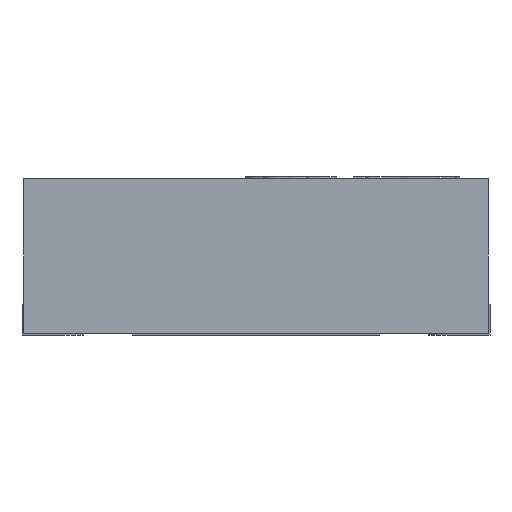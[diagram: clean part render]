
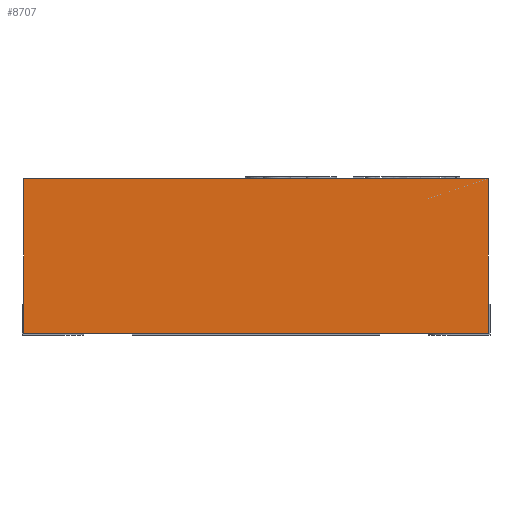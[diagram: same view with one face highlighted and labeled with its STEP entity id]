
A CAD part, front view. The second image highlights one B-rep face of the part: STEP entity #8707.
In plain terms, the highlighted planar face has unit normal (0, -1, 0).
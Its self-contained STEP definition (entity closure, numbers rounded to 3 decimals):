
#286 = VECTOR ( 'NONE', #866, 1000. ) ;
#754 = CARTESIAN_POINT ( 'NONE',  ( 1.5, -1.5, 1.01 ) ) ;
#791 = ORIENTED_EDGE ( 'NONE', *, *, #12556, .T. ) ;
#866 = DIRECTION ( 'NONE',  ( 1., 0., 0. ) ) ;
#1314 = VERTEX_POINT ( 'NONE', #9755 ) ;
#1493 = AXIS2_PLACEMENT_3D ( 'NONE', #6140, #11001, #2119 ) ;
#1496 = ORIENTED_EDGE ( 'NONE', *, *, #8147, .F. ) ;
#2119 = DIRECTION ( 'NONE',  ( 0., 0., 1. ) ) ;
#2857 = ORIENTED_EDGE ( 'NONE', *, *, #12659, .F. ) ;
#3003 = DIRECTION ( 'NONE',  ( 1., 0., 0. ) ) ;
#3277 = VECTOR ( 'NONE', #11432, 1000. ) ;
#3822 = VERTEX_POINT ( 'NONE', #10525 ) ;
#4053 = LINE ( 'NONE', #4963, #8044 ) ;
#4108 = CARTESIAN_POINT ( 'NONE',  ( 1.5, -1.5, 1.01 ) ) ;
#4575 = LINE ( 'NONE', #5608, #3277 ) ;
#4622 = LINE ( 'NONE', #4690, #286 ) ;
#4690 = CARTESIAN_POINT ( 'NONE',  ( -1.5, -1.5, 0.01 ) ) ;
#4963 = CARTESIAN_POINT ( 'NONE',  ( -1.5, -1.5, 1.01 ) ) ;
#5028 = VERTEX_POINT ( 'NONE', #9610 ) ;
#5608 = CARTESIAN_POINT ( 'NONE',  ( -1.5, -1.5, 1.01 ) ) ;
#5770 = EDGE_LOOP ( 'NONE', ( #7514, #1496, #2857, #791 ) ) ;
#6140 = CARTESIAN_POINT ( 'NONE',  ( -1.5, -1.5, 1.01 ) ) ;
#6810 = VERTEX_POINT ( 'NONE', #754 ) ;
#7043 = PLANE ( 'NONE',  #1493 ) ;
#7514 = ORIENTED_EDGE ( 'NONE', *, *, #9191, .T. ) ;
#8044 = VECTOR ( 'NONE', #3003, 1000. ) ;
#8147 = EDGE_CURVE ( 'NONE', #6810, #3822, #9249, .T. ) ;
#8707 = ADVANCED_FACE ( 'NONE', ( #9213 ), #7043, .F. ) ;
#9191 = EDGE_CURVE ( 'NONE', #5028, #3822, #4622, .T. ) ;
#9213 = FACE_OUTER_BOUND ( 'NONE', #5770, .T. ) ;
#9249 = LINE ( 'NONE', #4108, #9554 ) ;
#9554 = VECTOR ( 'NONE', #12004, 1000. ) ;
#9610 = CARTESIAN_POINT ( 'NONE',  ( -1.5, -1.5, 0.01 ) ) ;
#9755 = CARTESIAN_POINT ( 'NONE',  ( -1.5, -1.5, 1.01 ) ) ;
#10525 = CARTESIAN_POINT ( 'NONE',  ( 1.5, -1.5, 0.01 ) ) ;
#11001 = DIRECTION ( 'NONE',  ( 0., 1., 0. ) ) ;
#11432 = DIRECTION ( 'NONE',  ( 0., 0., -1. ) ) ;
#12004 = DIRECTION ( 'NONE',  ( 0., 0., -1. ) ) ;
#12556 = EDGE_CURVE ( 'NONE', #1314, #5028, #4575, .T. ) ;
#12659 = EDGE_CURVE ( 'NONE', #1314, #6810, #4053, .T. ) ;
